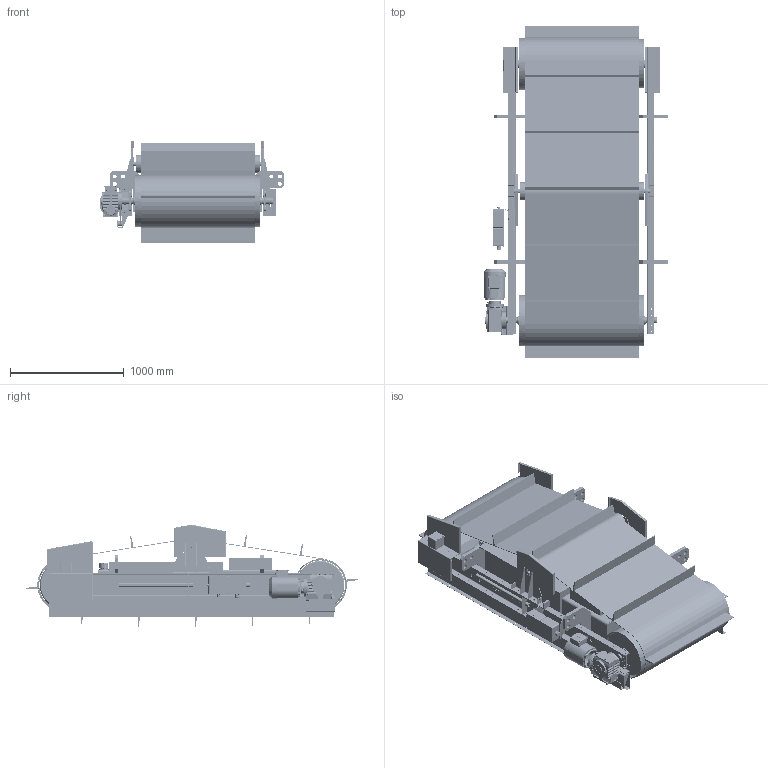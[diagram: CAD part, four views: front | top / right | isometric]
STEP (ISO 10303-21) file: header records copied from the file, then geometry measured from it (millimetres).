
FILE_DESCRIPTION(/* description */ ('','CAx-IF Rec.Pracs.---Representation and Presentation of Product Manufacturing Information (PMI)---4.0---2014-10-13'),/* implementation_level */ '2;1');
FILE_NAME(/* name */ 'SEEB100023.stp',/* time_stamp */ '2020-06-23T18:26:50+02:00',/* author */ ('tt'),/* organization */ (''),/* preprocessor_version */ 'ST-DEVELOPER v17.2',/* originating_system */ 'Autodesk Inventor 2019',/* authorisation */ '');
FILE_SCHEMA (('AP242_MANAGED_MODEL_BASED_3D_ENGINEERING_MIM_LF { 1 0 10303 442 1 1 4 }'));
Length unit declared in the file: millimetre
Products named in the file (1): SEEB100023
Bounding box: 1622.76 x 2913 x 902.15 mm (x, y, z)
Volume: 277141122.6 mm3; surface area: 44796457.1 mm2
Topology: 65 solids, 75 shells, 5637 faces, 14994 edges, 9847 vertices
Faces by surface type: plane 3238, cylinder 1787, cone 272, torus 207, bspline 117, sphere 16
Full cylindrical faces by diameter (mm): 1.025 x1, 1.325 x1, 4.134 x12, 4.917 x38, 5 x6, 5.5 x2, 6 x1, 6.5 x8, 6.8 x16, 7 x30, 7.5 x8, 8 x16, 8.376 x10, 9 x4, 10 x80, 10.106 x2, 10.4 x1, 11 x17, 12 x22, 12.1 x2, 12.3 x2, 13 x4, 13.835 x2, 14 x24, 14.1 x2, 14.8 x2, 15 x4, 16 x38, 17 x4, 17.8 x4
Entity records: 191429 total; most frequent: CARTESIAN_POINT 40796, DIRECTION 30843, ORIENTED_EDGE 29898, EDGE_CURVE 14949, AXIS2_PLACEMENT_3D 11267, VERTEX_POINT 9847, LINE 8309, VECTOR 8309
